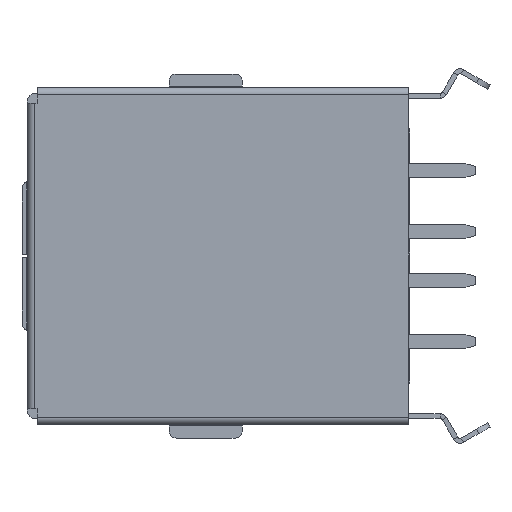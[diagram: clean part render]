
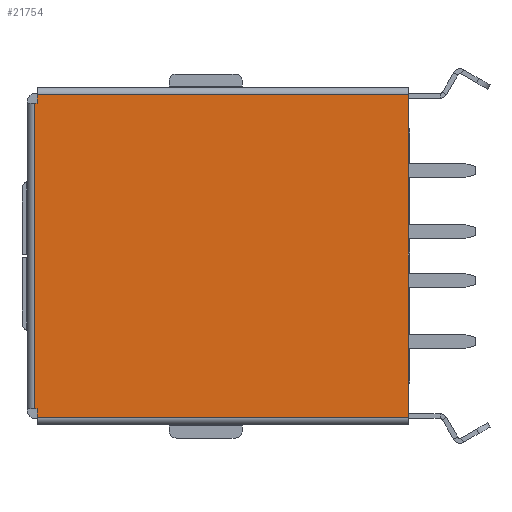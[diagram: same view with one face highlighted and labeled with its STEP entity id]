
A CAD part, left-side view. The second image highlights one B-rep face of the part: STEP entity #21754.
In plain terms, the highlighted planar face has unit normal (-1, 0, 0).
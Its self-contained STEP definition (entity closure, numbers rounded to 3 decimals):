
#826=PLANE('',#23092);
#1645=FACE_OUTER_BOUND('',#2746,.T.);
#2746=EDGE_LOOP('',(#15679,#15680,#15681,#15682,#15683,#15684,#15685,#15686));
#3712=LINE('',#30161,#6193);
#3874=LINE('',#30630,#6355);
#4091=LINE('',#31373,#6572);
#4357=LINE('',#32080,#6838);
#4404=LINE('',#32198,#6885);
#4405=LINE('',#32201,#6886);
#4506=LINE('',#32452,#6987);
#4507=LINE('',#32453,#6988);
#6193=VECTOR('',#24383,1000.);
#6355=VECTOR('',#24749,1000.);
#6572=VECTOR('',#25172,1000.);
#6838=VECTOR('',#25736,1000.);
#6885=VECTOR('',#25853,1000.);
#6886=VECTOR('',#25858,1000.);
#6987=VECTOR('',#26039,1000.);
#6988=VECTOR('',#26040,1000.);
#8837=VERTEX_POINT('',#30158);
#8838=VERTEX_POINT('',#30160);
#9004=VERTEX_POINT('',#30627);
#9210=VERTEX_POINT('',#31372);
#9445=VERTEX_POINT('',#32077);
#9446=VERTEX_POINT('',#32079);
#9482=VERTEX_POINT('',#32197);
#9592=VERTEX_POINT('',#32451);
#10894=EDGE_CURVE('',#8838,#8837,#3712,.T.);
#11112=EDGE_CURVE('',#8837,#9004,#3874,.T.);
#11380=EDGE_CURVE('',#8838,#9210,#4091,.T.);
#11714=EDGE_CURVE('',#9446,#9445,#4357,.T.);
#11775=EDGE_CURVE('',#9482,#9446,#4404,.T.);
#11777=EDGE_CURVE('',#9482,#9004,#4405,.T.);
#11903=EDGE_CURVE('',#9445,#9592,#4506,.T.);
#11904=EDGE_CURVE('',#9592,#9210,#4507,.T.);
#15679=ORIENTED_EDGE('',*,*,#11112,.T.);
#15680=ORIENTED_EDGE('',*,*,#11777,.F.);
#15681=ORIENTED_EDGE('',*,*,#11775,.T.);
#15682=ORIENTED_EDGE('',*,*,#11714,.T.);
#15683=ORIENTED_EDGE('',*,*,#11903,.T.);
#15684=ORIENTED_EDGE('',*,*,#11904,.T.);
#15685=ORIENTED_EDGE('',*,*,#11380,.F.);
#15686=ORIENTED_EDGE('',*,*,#10894,.T.);
#21754=ADVANCED_FACE('',(#1645),#826,.T.);
#23092=AXIS2_PLACEMENT_3D('',#32450,#26037,#26038);
#24383=DIRECTION('',(0.,0.,-1.));
#24749=DIRECTION('',(0.,1.,0.));
#25172=DIRECTION('',(0.,-1.,0.));
#25736=DIRECTION('',(0.,0.,-1.));
#25853=DIRECTION('',(0.,-1.,0.));
#25858=DIRECTION('',(0.,0.,1.));
#26037=DIRECTION('center_axis',(-1.,0.,0.));
#26038=DIRECTION('ref_axis',(0.,0.,1.));
#26039=DIRECTION('',(0.,-1.,0.));
#26040=DIRECTION('',(0.,0.,1.));
#30158=CARTESIAN_POINT('',(-8.435,15.25,6.25));
#30160=CARTESIAN_POINT('',(-8.435,15.25,6.6));
#30161=CARTESIAN_POINT('',(-8.435,15.25,6.5));
#30627=CARTESIAN_POINT('',(-8.435,15.35,6.25));
#30630=CARTESIAN_POINT('',(-8.435,-12.952,6.25));
#31372=CARTESIAN_POINT('',(-8.435,0.05,6.6));
#31373=CARTESIAN_POINT('',(-8.435,46.543,6.6));
#32077=CARTESIAN_POINT('',(-8.435,15.25,-6.6));
#32079=CARTESIAN_POINT('',(-8.435,15.25,-6.25));
#32080=CARTESIAN_POINT('',(-8.435,15.25,45.148));
#32197=CARTESIAN_POINT('',(-8.435,15.35,-6.25));
#32198=CARTESIAN_POINT('',(-8.435,-26.304,-6.25));
#32201=CARTESIAN_POINT('',(-8.435,15.35,68.211));
#32450=CARTESIAN_POINT('Origin',(-8.435,-12.952,6.5));
#32451=CARTESIAN_POINT('',(-8.435,0.05,-6.6));
#32452=CARTESIAN_POINT('',(-8.435,-12.952,-6.6));
#32453=CARTESIAN_POINT('',(-8.435,0.05,6.5));
